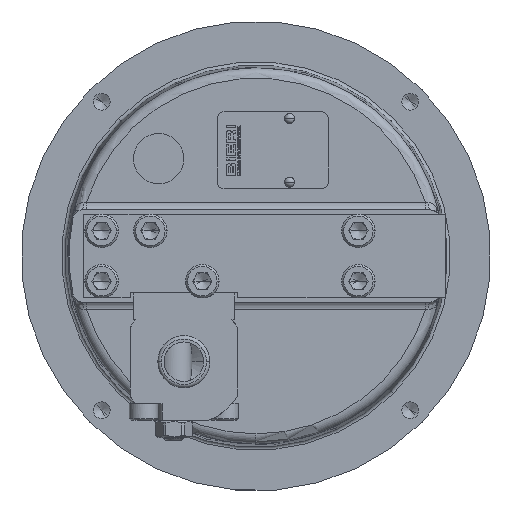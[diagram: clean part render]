
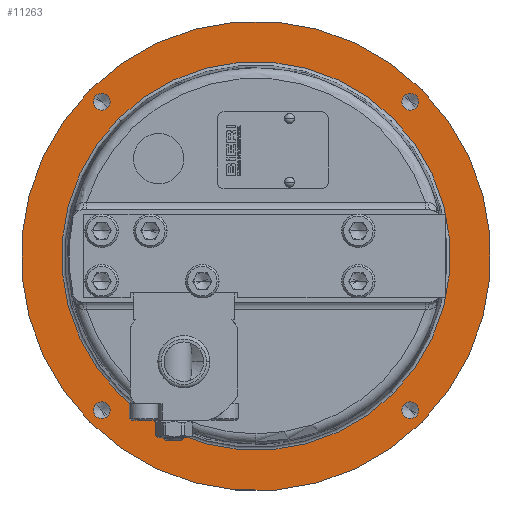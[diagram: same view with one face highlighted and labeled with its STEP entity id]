
A CAD part, left-side view. The second image highlights one B-rep face of the part: STEP entity #11263.
In plain terms, the highlighted planar face has unit normal (-1, 0, 0).
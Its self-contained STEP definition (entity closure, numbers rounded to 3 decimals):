
#270 = EDGE_CURVE ( 'NONE', #20722, #26608, #12325, .T. ) ;
#549 = CARTESIAN_POINT ( 'NONE',  ( 40., 44.194, -47.73 ) ) ;
#1261 = CIRCLE ( 'NONE', #5756, 57.909 ) ;
#2063 = FACE_BOUND ( 'NONE', #18845, .T. ) ;
#2265 = EDGE_CURVE ( 'NONE', #13579, #21545, #19618, .T. ) ;
#2899 = EDGE_LOOP ( 'NONE', ( #7338, #18346 ) ) ;
#2968 = CIRCLE ( 'NONE', #7510, 2.5 ) ;
#3119 = VERTEX_POINT ( 'NONE', #30076 ) ;
#4115 = AXIS2_PLACEMENT_3D ( 'NONE', #23914, #9621, #13916 ) ;
#4450 = AXIS2_PLACEMENT_3D ( 'NONE', #25117, #29537, #27483 ) ;
#4639 = ORIENTED_EDGE ( 'NONE', *, *, #270, .F. ) ;
#4886 = CARTESIAN_POINT ( 'NONE',  ( 40., -44.194, 47.73 ) ) ;
#5756 = AXIS2_PLACEMENT_3D ( 'NONE', #8602, #22324, #19633 ) ;
#5952 = VERTEX_POINT ( 'NONE', #9084 ) ;
#6142 = CIRCLE ( 'NONE', #23883, 2.5 ) ;
#6358 = DIRECTION ( 'NONE',  ( -1., 0., 0. ) ) ;
#7338 = ORIENTED_EDGE ( 'NONE', *, *, #19236, .F. ) ;
#7399 = ORIENTED_EDGE ( 'NONE', *, *, #17809, .T. ) ;
#7451 = DIRECTION ( 'NONE',  ( 1., 0., 0. ) ) ;
#7510 = AXIS2_PLACEMENT_3D ( 'NONE', #24611, #10458, #25227 ) ;
#7616 = DIRECTION ( 'NONE',  ( 0., -0.707, -0.707 ) ) ;
#7832 = DIRECTION ( 'NONE',  ( 0., -0.707, -0.707 ) ) ;
#7943 = AXIS2_PLACEMENT_3D ( 'NONE', #16341, #6358, #18723 ) ;
#8136 = DIRECTION ( 'NONE',  ( -1., 0., 0. ) ) ;
#8513 = CIRCLE ( 'NONE', #11051, 2.5 ) ;
#8602 = CARTESIAN_POINT ( 'NONE',  ( 40., 0., 0. ) ) ;
#8710 = AXIS2_PLACEMENT_3D ( 'NONE', #28446, #19116, #26406 ) ;
#8803 = CARTESIAN_POINT ( 'NONE',  ( 40., -45.962, -45.962 ) ) ;
#8859 = CARTESIAN_POINT ( 'NONE',  ( 40., 47.73, 47.73 ) ) ;
#8919 = DIRECTION ( 'NONE',  ( 0., 0.707, 0.707 ) ) ;
#8994 = CIRCLE ( 'NONE', #4450, 57.909 ) ;
#9084 = CARTESIAN_POINT ( 'NONE',  ( 40., -40.948, -40.948 ) ) ;
#9352 = FACE_BOUND ( 'NONE', #2899, .T. ) ;
#9621 = DIRECTION ( 'NONE',  ( -1., 0., 0. ) ) ;
#9854 = ORIENTED_EDGE ( 'NONE', *, *, #29576, .T. ) ;
#10167 = EDGE_CURVE ( 'NONE', #30152, #12780, #16795, .T. ) ;
#10424 = EDGE_CURVE ( 'NONE', #30807, #26427, #27920, .T. ) ;
#10458 = DIRECTION ( 'NONE',  ( -1., 0., 0. ) ) ;
#11051 = AXIS2_PLACEMENT_3D ( 'NONE', #8803, #30823, #16736 ) ;
#11263 = ADVANCED_FACE ( 'NONE', ( #14274, #2063, #9352, #28853, #11889, #21894 ), #21587, .F. ) ;
#11889 = FACE_OUTER_BOUND ( 'NONE', #30283, .T. ) ;
#12048 = CARTESIAN_POINT ( 'NONE',  ( 40., -50.912, 50.912 ) ) ;
#12325 = CIRCLE ( 'NONE', #27515, 2.5 ) ;
#12405 = CARTESIAN_POINT ( 'NONE',  ( 40., -47.73, -47.73 ) ) ;
#12780 = VERTEX_POINT ( 'NONE', #30235 ) ;
#13106 = CARTESIAN_POINT ( 'NONE',  ( 40., -47.73, 44.194 ) ) ;
#13289 = AXIS2_PLACEMENT_3D ( 'NONE', #29865, #8136, #7832 ) ;
#13579 = VERTEX_POINT ( 'NONE', #8859 ) ;
#13916 = DIRECTION ( 'NONE',  ( 0., -0.707, -0.707 ) ) ;
#14274 = FACE_BOUND ( 'NONE', #29683, .T. ) ;
#14903 = EDGE_LOOP ( 'NONE', ( #20597, #22961 ) ) ;
#15007 = ORIENTED_EDGE ( 'NONE', *, *, #29959, .F. ) ;
#15487 = DIRECTION ( 'NONE',  ( -1., 0., 0. ) ) ;
#15995 = CARTESIAN_POINT ( 'NONE',  ( 40., -49.497, -49.497 ) ) ;
#16301 = ORIENTED_EDGE ( 'NONE', *, *, #21669, .T. ) ;
#16341 = CARTESIAN_POINT ( 'NONE',  ( 40., 45.962, 45.962 ) ) ;
#16736 = DIRECTION ( 'NONE',  ( 0., -0.707, -0.707 ) ) ;
#16795 = CIRCLE ( 'NONE', #4115, 2.5 ) ;
#16996 = EDGE_CURVE ( 'NONE', #26427, #30807, #6142, .T. ) ;
#17174 = AXIS2_PLACEMENT_3D ( 'NONE', #30940, #28416, #8919 ) ;
#17809 = EDGE_CURVE ( 'NONE', #25702, #30644, #28984, .T. ) ;
#18346 = ORIENTED_EDGE ( 'NONE', *, *, #2265, .F. ) ;
#18723 = DIRECTION ( 'NONE',  ( 0., -0.707, -0.707 ) ) ;
#18845 = EDGE_LOOP ( 'NONE', ( #26655, #15007 ) ) ;
#19094 = ORIENTED_EDGE ( 'NONE', *, *, #30463, .T. ) ;
#19116 = DIRECTION ( 'NONE',  ( -1., 0., 0. ) ) ;
#19236 = EDGE_CURVE ( 'NONE', #21545, #13579, #28986, .T. ) ;
#19618 = CIRCLE ( 'NONE', #7943, 2.5 ) ;
#19633 = DIRECTION ( 'NONE',  ( 0., 0.707, 0.707 ) ) ;
#19687 = DIRECTION ( 'NONE',  ( -1., 0., 0. ) ) ;
#20095 = CARTESIAN_POINT ( 'NONE',  ( 40., -45.962, 45.962 ) ) ;
#20597 = ORIENTED_EDGE ( 'NONE', *, *, #16996, .F. ) ;
#20722 = VERTEX_POINT ( 'NONE', #12405 ) ;
#21545 = VERTEX_POINT ( 'NONE', #21854 ) ;
#21587 = PLANE ( 'NONE',  #24281 ) ;
#21669 = EDGE_CURVE ( 'NONE', #5952, #3119, #1261, .T. ) ;
#21854 = CARTESIAN_POINT ( 'NONE',  ( 40., 44.194, 44.194 ) ) ;
#21894 = FACE_BOUND ( 'NONE', #23344, .T. ) ;
#22324 = DIRECTION ( 'NONE',  ( 1., 0., 0. ) ) ;
#22961 = ORIENTED_EDGE ( 'NONE', *, *, #10424, .F. ) ;
#23344 = EDGE_LOOP ( 'NONE', ( #9854, #16301 ) ) ;
#23830 = CARTESIAN_POINT ( 'NONE',  ( 40., 49.497, 49.497 ) ) ;
#23883 = AXIS2_PLACEMENT_3D ( 'NONE', #30596, #30743, #31054 ) ;
#23914 = CARTESIAN_POINT ( 'NONE',  ( 40., 45.962, -45.962 ) ) ;
#24280 = DIRECTION ( 'NONE',  ( 0., 0.707, 0.707 ) ) ;
#24281 = AXIS2_PLACEMENT_3D ( 'NONE', #12048, #7451, #24280 ) ;
#24611 = CARTESIAN_POINT ( 'NONE',  ( 40., 45.962, -45.962 ) ) ;
#25117 = CARTESIAN_POINT ( 'NONE',  ( 40., 0., 0. ) ) ;
#25227 = DIRECTION ( 'NONE',  ( 0., -0.707, -0.707 ) ) ;
#25702 = VERTEX_POINT ( 'NONE', #23830 ) ;
#26013 = ORIENTED_EDGE ( 'NONE', *, *, #29986, .F. ) ;
#26406 = DIRECTION ( 'NONE',  ( 0., 0.707, 0.707 ) ) ;
#26427 = VERTEX_POINT ( 'NONE', #13106 ) ;
#26608 = VERTEX_POINT ( 'NONE', #30686 ) ;
#26655 = ORIENTED_EDGE ( 'NONE', *, *, #10167, .F. ) ;
#26975 = CARTESIAN_POINT ( 'NONE',  ( 40., -45.962, -45.962 ) ) ;
#27483 = DIRECTION ( 'NONE',  ( 0., 0.707, 0.707 ) ) ;
#27515 = AXIS2_PLACEMENT_3D ( 'NONE', #26975, #19687, #7616 ) ;
#27920 = CIRCLE ( 'NONE', #29931, 2.5 ) ;
#28416 = DIRECTION ( 'NONE',  ( -1., 0., 0. ) ) ;
#28446 = CARTESIAN_POINT ( 'NONE',  ( 40., 0., 0. ) ) ;
#28853 = FACE_BOUND ( 'NONE', #14903, .T. ) ;
#28984 = CIRCLE ( 'NONE', #8710, 70. ) ;
#28986 = CIRCLE ( 'NONE', #13289, 2.5 ) ;
#29537 = DIRECTION ( 'NONE',  ( 1., 0., 0. ) ) ;
#29576 = EDGE_CURVE ( 'NONE', #3119, #5952, #8994, .T. ) ;
#29683 = EDGE_LOOP ( 'NONE', ( #4639, #26013 ) ) ;
#29865 = CARTESIAN_POINT ( 'NONE',  ( 40., 45.962, 45.962 ) ) ;
#29931 = AXIS2_PLACEMENT_3D ( 'NONE', #20095, #15487, #30370 ) ;
#29959 = EDGE_CURVE ( 'NONE', #12780, #30152, #2968, .T. ) ;
#29986 = EDGE_CURVE ( 'NONE', #26608, #20722, #8513, .T. ) ;
#30076 = CARTESIAN_POINT ( 'NONE',  ( 40., 40.948, 40.948 ) ) ;
#30152 = VERTEX_POINT ( 'NONE', #549 ) ;
#30235 = CARTESIAN_POINT ( 'NONE',  ( 40., 47.73, -44.194 ) ) ;
#30283 = EDGE_LOOP ( 'NONE', ( #7399, #19094 ) ) ;
#30370 = DIRECTION ( 'NONE',  ( 0., -0.707, -0.707 ) ) ;
#30463 = EDGE_CURVE ( 'NONE', #30644, #25702, #30798, .T. ) ;
#30596 = CARTESIAN_POINT ( 'NONE',  ( 40., -45.962, 45.962 ) ) ;
#30644 = VERTEX_POINT ( 'NONE', #15995 ) ;
#30686 = CARTESIAN_POINT ( 'NONE',  ( 40., -44.194, -44.194 ) ) ;
#30743 = DIRECTION ( 'NONE',  ( -1., 0., 0. ) ) ;
#30798 = CIRCLE ( 'NONE', #17174, 70. ) ;
#30807 = VERTEX_POINT ( 'NONE', #4886 ) ;
#30823 = DIRECTION ( 'NONE',  ( -1., 0., 0. ) ) ;
#30940 = CARTESIAN_POINT ( 'NONE',  ( 40., 0., 0. ) ) ;
#31054 = DIRECTION ( 'NONE',  ( 0., -0.707, -0.707 ) ) ;
